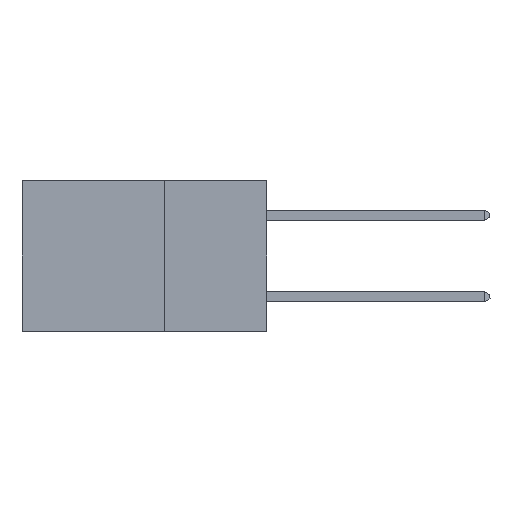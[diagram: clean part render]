
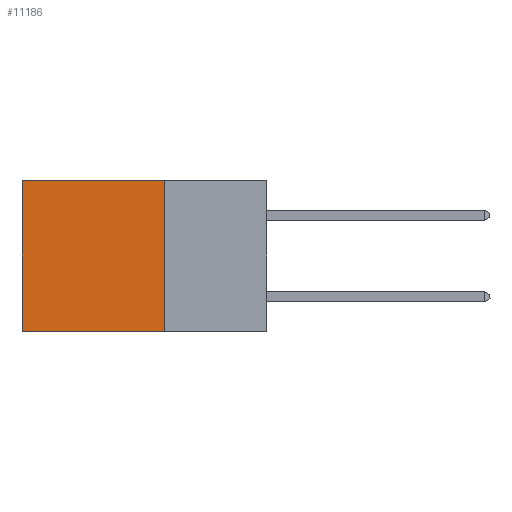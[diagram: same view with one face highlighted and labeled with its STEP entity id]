
A CAD part, left-side view. The second image highlights one B-rep face of the part: STEP entity #11186.
In plain terms, the highlighted planar face has unit normal (-1, 0, 0).
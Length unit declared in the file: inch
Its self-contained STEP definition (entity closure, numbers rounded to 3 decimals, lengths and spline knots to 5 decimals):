
#308 = ORIENTED_EDGE ( 'NONE', *, *, #1733, .F. ) ;
#586 = DIRECTION ( 'NONE',  ( 0., 1., 0. ) ) ;
#1196 = EDGE_CURVE ( 'NONE', #4626, #3209, #16361, .T. ) ;
#1327 = DIRECTION ( 'NONE',  ( 0., 0., -1. ) ) ;
#1504 = VECTOR ( 'NONE', #4743, 39.37008 ) ;
#1733 = EDGE_CURVE ( 'NONE', #4626, #12364, #6119, .T. ) ;
#2330 = CARTESIAN_POINT ( 'NONE',  ( 0.2875, 0.25, 0. ) ) ;
#3209 = VERTEX_POINT ( 'NONE', #4921 ) ;
#4461 = VERTEX_POINT ( 'NONE', #16714 ) ;
#4626 = VERTEX_POINT ( 'NONE', #14436 ) ;
#4743 = DIRECTION ( 'NONE',  ( 0., 0., -1. ) ) ;
#4921 = CARTESIAN_POINT ( 'NONE',  ( 0.2875, 0.6, 0. ) ) ;
#5735 = FACE_OUTER_BOUND ( 'NONE', #14641, .T. ) ;
#6119 = LINE ( 'NONE', #2330, #12693 ) ;
#6778 = VECTOR ( 'NONE', #8462, 39.37008 ) ;
#7466 = CARTESIAN_POINT ( 'NONE',  ( 0.2875, 0.6, 0. ) ) ;
#7890 = EDGE_CURVE ( 'NONE', #3209, #4461, #12268, .T. ) ;
#8129 = VECTOR ( 'NONE', #586, 39.37008 ) ;
#8211 = CARTESIAN_POINT ( 'NONE',  ( 0.2875, 0.25, 0. ) ) ;
#8227 = DIRECTION ( 'NONE',  ( 0., 0., -1. ) ) ;
#8462 = DIRECTION ( 'NONE',  ( 0., 1., 0. ) ) ;
#9530 = DIRECTION ( 'NONE',  ( 1., 0., 0. ) ) ;
#11186 = ADVANCED_FACE ( 'NONE', ( #5735 ), #17268, .F. ) ;
#11626 = CARTESIAN_POINT ( 'NONE',  ( 0.2875, 0.25, 0. ) ) ;
#12168 = ORIENTED_EDGE ( 'NONE', *, *, #14203, .F. ) ;
#12192 = ORIENTED_EDGE ( 'NONE', *, *, #7890, .T. ) ;
#12268 = LINE ( 'NONE', #7466, #1504 ) ;
#12364 = VERTEX_POINT ( 'NONE', #13601 ) ;
#12459 = ORIENTED_EDGE ( 'NONE', *, *, #1196, .T. ) ;
#12693 = VECTOR ( 'NONE', #8227, 39.37008 ) ;
#13281 = AXIS2_PLACEMENT_3D ( 'NONE', #8211, #9530, #1327 ) ;
#13601 = CARTESIAN_POINT ( 'NONE',  ( 0.2875, 0.25, -0.37 ) ) ;
#14203 = EDGE_CURVE ( 'NONE', #12364, #4461, #15445, .T. ) ;
#14436 = CARTESIAN_POINT ( 'NONE',  ( 0.2875, 0.25, 0. ) ) ;
#14641 = EDGE_LOOP ( 'NONE', ( #12192, #12168, #308, #12459 ) ) ;
#15445 = LINE ( 'NONE', #16611, #8129 ) ;
#16361 = LINE ( 'NONE', #11626, #6778 ) ;
#16611 = CARTESIAN_POINT ( 'NONE',  ( 0.2875, 0.25, -0.37 ) ) ;
#16714 = CARTESIAN_POINT ( 'NONE',  ( 0.2875, 0.6, -0.37 ) ) ;
#17268 = PLANE ( 'NONE',  #13281 ) ;
